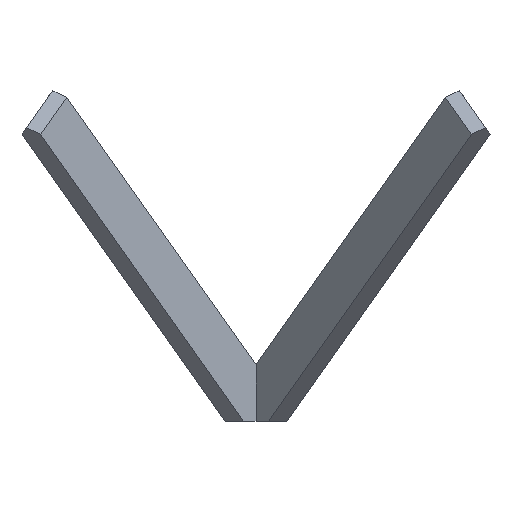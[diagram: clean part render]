
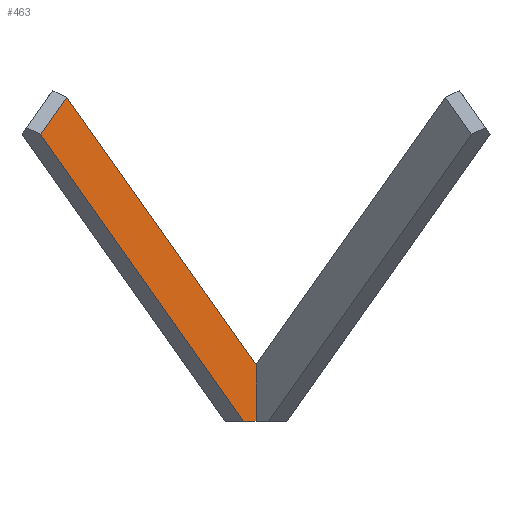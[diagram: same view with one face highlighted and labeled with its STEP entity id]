
A CAD part, left-side view. The second image highlights one B-rep face of the part: STEP entity #463.
In plain terms, the highlighted planar face has unit normal (-0.707, -0.707, 0).
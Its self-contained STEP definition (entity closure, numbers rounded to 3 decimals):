
#24 = VERTEX_POINT('',#25);
#25 = CARTESIAN_POINT('',(-0.941,0.376,
    0.));
#32 = PLANE('',#33);
#33 = AXIS2_PLACEMENT_3D('',#34,#35,#36);
#34 = CARTESIAN_POINT('',(-0.017,0.583,
    -0.507));
#35 = DIRECTION('',(0.5,-0.5,0.707));
#36 = DIRECTION('',(-0.707,-0.707,0.)
  );
#44 = PLANE('',#45);
#45 = AXIS2_PLACEMENT_3D('',#46,#47,#48);
#46 = CARTESIAN_POINT('',(13.214,-13.214,0.));
#47 = DIRECTION('',(-0.,-0.,1.));
#48 = DIRECTION('',(-1.,0.,-0.));
#113 = VERTEX_POINT('',#114);
#114 = CARTESIAN_POINT('',(-7.147,6.582,8.776)
  );
#128 = PLANE('',#129);
#129 = AXIS2_PLACEMENT_3D('',#130,#131,#132);
#130 = CARTESIAN_POINT('',(-13.214,-13.214,0.2));
#131 = DIRECTION('',(0.816,-0.,-0.578));
#132 = DIRECTION('',(0.578,-0.,0.816));
#140 = EDGE_CURVE('',#24,#113,#141,.T.);
#141 = SURFACE_CURVE('',#142,(#146,#153),.PCURVE_S1.);
#142 = LINE('',#143,#144);
#143 = CARTESIAN_POINT('',(-0.583,0.017,
    -0.507));
#144 = VECTOR('',#145,1.);
#145 = DIRECTION('',(-0.5,0.5,0.707));
#146 = PCURVE('',#32,#147);
#147 = DEFINITIONAL_REPRESENTATION('',(#148),#152);
#148 = LINE('',#149,#150);
#149 = CARTESIAN_POINT('',(0.8,0.));
#150 = VECTOR('',#151,1.);
#151 = DIRECTION('',(0.,-1.));
#152 = ( GEOMETRIC_REPRESENTATION_CONTEXT(2) 
PARAMETRIC_REPRESENTATION_CONTEXT() REPRESENTATION_CONTEXT('2D SPACE',''
  ) );
#153 = PCURVE('',#154,#159);
#154 = PLANE('',#155);
#155 = AXIS2_PLACEMENT_3D('',#156,#157,#158);
#156 = CARTESIAN_POINT('',(-0.583,0.017,
    -0.507));
#157 = DIRECTION('',(0.707,0.707,0.));
#158 = DIRECTION('',(0.5,-0.5,0.707));
#159 = DEFINITIONAL_REPRESENTATION('',(#160),#164);
#160 = LINE('',#161,#162);
#161 = CARTESIAN_POINT('',(0.,0.));
#162 = VECTOR('',#163,1.);
#163 = DIRECTION('',(0.,-1.));
#164 = ( GEOMETRIC_REPRESENTATION_CONTEXT(2) 
PARAMETRIC_REPRESENTATION_CONTEXT() REPRESENTATION_CONTEXT('2D SPACE',''
  ) );
#169 = EDGE_CURVE('',#24,#170,#172,.T.);
#170 = VERTEX_POINT('',#171);
#171 = CARTESIAN_POINT('',(-0.566,0.,0.));
#172 = SURFACE_CURVE('',#173,(#177,#184),.PCURVE_S1.);
#173 = LINE('',#174,#175);
#174 = CARTESIAN_POINT('',(6.174,-6.74,0.));
#175 = VECTOR('',#176,1.);
#176 = DIRECTION('',(0.707,-0.707,-0.));
#177 = PCURVE('',#44,#178);
#178 = DEFINITIONAL_REPRESENTATION('',(#179),#183);
#179 = LINE('',#180,#181);
#180 = CARTESIAN_POINT('',(7.04,-6.474));
#181 = VECTOR('',#182,1.);
#182 = DIRECTION('',(-0.707,0.707));
#183 = ( GEOMETRIC_REPRESENTATION_CONTEXT(2) 
PARAMETRIC_REPRESENTATION_CONTEXT() REPRESENTATION_CONTEXT('2D SPACE',''
  ) );
#184 = PCURVE('',#154,#185);
#185 = DEFINITIONAL_REPRESENTATION('',(#186),#190);
#186 = LINE('',#187,#188);
#187 = CARTESIAN_POINT('',(7.116,6.399));
#188 = VECTOR('',#189,1.);
#189 = DIRECTION('',(0.707,0.707));
#190 = ( GEOMETRIC_REPRESENTATION_CONTEXT(2) 
PARAMETRIC_REPRESENTATION_CONTEXT() REPRESENTATION_CONTEXT('2D SPACE',''
  ) );
#208 = PLANE('',#209);
#209 = AXIS2_PLACEMENT_3D('',#210,#211,#212);
#210 = CARTESIAN_POINT('',(-0.583,-0.017,
    -0.507));
#211 = DIRECTION('',(0.707,-0.707,0.)
  );
#212 = DIRECTION('',(-0.5,-0.5,-0.707));
#463 = ADVANCED_FACE('',(#464),#154,.F.);
#464 = FACE_BOUND('',#465,.F.);
#465 = EDGE_LOOP('',(#466,#467,#468,#491,#519));
#466 = ORIENTED_EDGE('',*,*,#169,.F.);
#467 = ORIENTED_EDGE('',*,*,#140,.T.);
#468 = ORIENTED_EDGE('',*,*,#469,.F.);
#469 = EDGE_CURVE('',#470,#113,#472,.T.);
#470 = VERTEX_POINT('',#471);
#471 = CARTESIAN_POINT('',(-6.347,5.781,9.908
    ));
#472 = SURFACE_CURVE('',#473,(#477,#484),.PCURVE_S1.);
#473 = LINE('',#474,#475);
#474 = CARTESIAN_POINT('',(-6.946,6.38,9.061
    ));
#475 = VECTOR('',#476,1.);
#476 = DIRECTION('',(-0.5,0.5,-0.707));
#477 = PCURVE('',#154,#478);
#478 = DEFINITIONAL_REPRESENTATION('',(#479),#483);
#479 = LINE('',#480,#481);
#480 = CARTESIAN_POINT('',(0.403,-13.129));
#481 = VECTOR('',#482,1.);
#482 = DIRECTION('',(-1.,0.));
#483 = ( GEOMETRIC_REPRESENTATION_CONTEXT(2) 
PARAMETRIC_REPRESENTATION_CONTEXT() REPRESENTATION_CONTEXT('2D SPACE',''
  ) );
#484 = PCURVE('',#128,#485);
#485 = DEFINITIONAL_REPRESENTATION('',(#486),#490);
#486 = LINE('',#487,#488);
#487 = CARTESIAN_POINT('',(10.854,-19.594));
#488 = VECTOR('',#489,1.);
#489 = DIRECTION('',(-0.866,-0.5));
#490 = ( GEOMETRIC_REPRESENTATION_CONTEXT(2) 
PARAMETRIC_REPRESENTATION_CONTEXT() REPRESENTATION_CONTEXT('2D SPACE',''
  ) );
#491 = ORIENTED_EDGE('',*,*,#492,.F.);
#492 = EDGE_CURVE('',#493,#470,#495,.T.);
#493 = VERTEX_POINT('',#494);
#494 = CARTESIAN_POINT('',(-0.566,0.,
    1.731));
#495 = SURFACE_CURVE('',#496,(#500,#507),.PCURVE_S1.);
#496 = LINE('',#497,#498);
#497 = CARTESIAN_POINT('',(0.217,-0.783,0.624
    ));
#498 = VECTOR('',#499,1.);
#499 = DIRECTION('',(-0.5,0.5,0.707));
#500 = PCURVE('',#154,#501);
#501 = DEFINITIONAL_REPRESENTATION('',(#502),#506);
#502 = LINE('',#503,#504);
#503 = CARTESIAN_POINT('',(1.6,0.));
#504 = VECTOR('',#505,1.);
#505 = DIRECTION('',(0.,-1.));
#506 = ( GEOMETRIC_REPRESENTATION_CONTEXT(2) 
PARAMETRIC_REPRESENTATION_CONTEXT() REPRESENTATION_CONTEXT('2D SPACE',''
  ) );
#507 = PCURVE('',#508,#513);
#508 = PLANE('',#509);
#509 = AXIS2_PLACEMENT_3D('',#510,#511,#512);
#510 = CARTESIAN_POINT('',(0.217,-0.783,0.624
    ));
#511 = DIRECTION('',(-0.5,0.5,-0.707));
#512 = DIRECTION('',(0.707,0.707,0.));
#513 = DEFINITIONAL_REPRESENTATION('',(#514),#518);
#514 = LINE('',#515,#516);
#515 = CARTESIAN_POINT('',(0.,0.));
#516 = VECTOR('',#517,1.);
#517 = DIRECTION('',(0.,-1.));
#518 = ( GEOMETRIC_REPRESENTATION_CONTEXT(2) 
PARAMETRIC_REPRESENTATION_CONTEXT() REPRESENTATION_CONTEXT('2D SPACE',''
  ) );
#519 = ORIENTED_EDGE('',*,*,#520,.F.);
#520 = EDGE_CURVE('',#170,#493,#521,.T.);
#521 = SURFACE_CURVE('',#522,(#526,#533),.PCURVE_S1.);
#522 = LINE('',#523,#524);
#523 = CARTESIAN_POINT('',(-0.566,0.,0.));
#524 = VECTOR('',#525,1.);
#525 = DIRECTION('',(0.,0.,1.));
#526 = PCURVE('',#154,#527);
#527 = DEFINITIONAL_REPRESENTATION('',(#528),#532);
#528 = LINE('',#529,#530);
#529 = CARTESIAN_POINT('',(0.376,-0.341));
#530 = VECTOR('',#531,1.);
#531 = DIRECTION('',(0.707,-0.707));
#532 = ( GEOMETRIC_REPRESENTATION_CONTEXT(2) 
PARAMETRIC_REPRESENTATION_CONTEXT() REPRESENTATION_CONTEXT('2D SPACE',''
  ) );
#533 = PCURVE('',#208,#534);
#534 = DEFINITIONAL_REPRESENTATION('',(#535),#539);
#535 = LINE('',#536,#537);
#536 = CARTESIAN_POINT('',(-0.376,-0.341));
#537 = VECTOR('',#538,1.);
#538 = DIRECTION('',(-0.707,-0.707));
#539 = ( GEOMETRIC_REPRESENTATION_CONTEXT(2) 
PARAMETRIC_REPRESENTATION_CONTEXT() REPRESENTATION_CONTEXT('2D SPACE',''
  ) );
